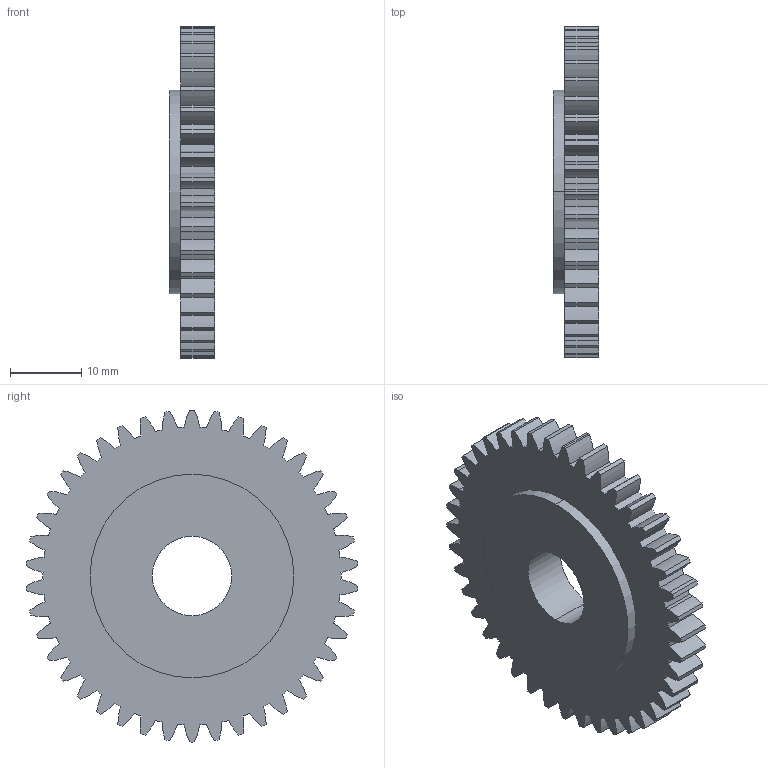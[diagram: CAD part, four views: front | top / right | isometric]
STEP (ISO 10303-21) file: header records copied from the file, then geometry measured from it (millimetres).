
FILE_DESCRIPTION (( 'STEP AP214' ), '1' );
FILE_NAME ('42T Odom Gear.STEP', '2024-09-19T16:37:51', ( '' ), ( '' ), 'SwSTEP 2.0', 'SolidWorks 2024', '' );
FILE_SCHEMA (( 'AUTOMOTIVE_DESIGN' ));
Length unit declared in the file: inch
Products named in the file (1): 42T Odom Gear
Bounding box: 6.35 x 46.48 x 46.57 mm (x, y, z)
Volume: 7671.3 mm3; surface area: 4556 mm2
Topology: 1 solids, 1 shells, 180 faces, 531 edges, 354 vertices
Faces by surface type: cylinder 177, plane 3
Entity records: 6260 total; most frequent: DIRECTION 1247, CARTESIAN_POINT 1066, ORIENTED_EDGE 1062, AXIS2_PLACEMENT_3D 535, EDGE_CURVE 531, CIRCLE 354, VERTEX_POINT 354, EDGE_LOOP 183
